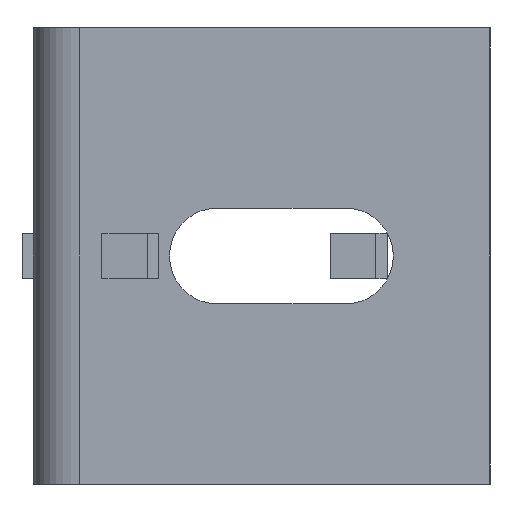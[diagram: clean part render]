
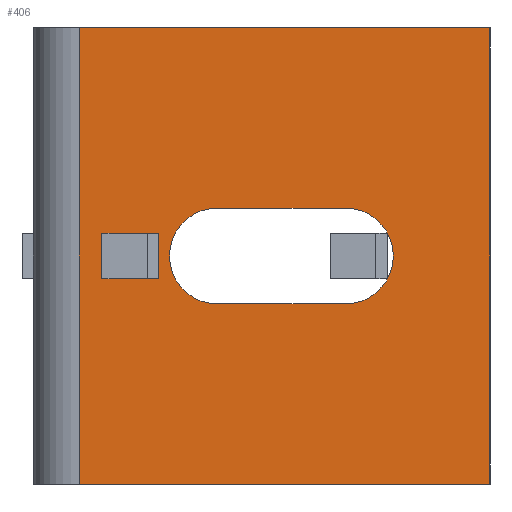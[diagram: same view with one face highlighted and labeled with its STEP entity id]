
A CAD part, front view. The second image highlights one B-rep face of the part: STEP entity #406.
In plain terms, the highlighted planar face has unit normal (0, -1, 0).
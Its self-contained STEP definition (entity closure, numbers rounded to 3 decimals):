
#22 = EDGE_CURVE ( 'NONE', #311, #123, #351, .T. ) ;
#24 = LINE ( 'NONE', #1136, #717 ) ;
#40 = EDGE_CURVE ( 'NONE', #859, #620, #839, .T. ) ;
#50 = EDGE_CURVE ( 'NONE', #859, #783, #1027, .T. ) ;
#64 = CARTESIAN_POINT ( 'NONE',  ( 20., 0., -10. ) ) ;
#72 = VERTEX_POINT ( 'NONE', #453 ) ;
#79 = DIRECTION ( 'NONE',  ( -1., 0., 0. ) ) ;
#103 = VERTEX_POINT ( 'NONE', #884 ) ;
#110 = LINE ( 'NONE', #1058, #1041 ) ;
#123 = VERTEX_POINT ( 'NONE', #424 ) ;
#124 = CARTESIAN_POINT ( 'NONE',  ( 20., 0., 10. ) ) ;
#146 = ORIENTED_EDGE ( 'NONE', *, *, #1044, .F. ) ;
#157 = DIRECTION ( 'NONE',  ( 0., 1., 0. ) ) ;
#178 = CIRCLE ( 'NONE', #226, 2.1 ) ;
#184 = CIRCLE ( 'NONE', #415, 2.1 ) ;
#192 = ORIENTED_EDGE ( 'NONE', *, *, #22, .T. ) ;
#197 = DIRECTION ( 'NONE',  ( 1., 0., 0. ) ) ;
#221 = FACE_OUTER_BOUND ( 'NONE', #678, .T. ) ;
#226 = AXIS2_PLACEMENT_3D ( 'NONE', #656, #667, #752 ) ;
#237 = VECTOR ( 'NONE', #79, 1000. ) ;
#248 = ORIENTED_EDGE ( 'NONE', *, *, #533, .F. ) ;
#253 = EDGE_LOOP ( 'NONE', ( #295, #192, #418, #639 ) ) ;
#295 = ORIENTED_EDGE ( 'NONE', *, *, #754, .T. ) ;
#311 = VERTEX_POINT ( 'NONE', #1004 ) ;
#321 = VERTEX_POINT ( 'NONE', #460 ) ;
#332 = VECTOR ( 'NONE', #714, 1000. ) ;
#344 = VERTEX_POINT ( 'NONE', #1016 ) ;
#345 = LINE ( 'NONE', #64, #607 ) ;
#348 = LINE ( 'NONE', #1003, #1139 ) ;
#351 = LINE ( 'NONE', #700, #690 ) ;
#361 = LINE ( 'NONE', #476, #722 ) ;
#375 = ORIENTED_EDGE ( 'NONE', *, *, #40, .F. ) ;
#380 = LINE ( 'NONE', #632, #788 ) ;
#386 = VERTEX_POINT ( 'NONE', #719 ) ;
#406 = ADVANCED_FACE ( 'NONE', ( #807, #221, #471 ), #949, .T. ) ;
#407 = ORIENTED_EDGE ( 'NONE', *, *, #1025, .T. ) ;
#415 = AXIS2_PLACEMENT_3D ( 'NONE', #849, #157, #1033 ) ;
#416 = CARTESIAN_POINT ( 'NONE',  ( 5.5, 0., 1. ) ) ;
#418 = ORIENTED_EDGE ( 'NONE', *, *, #1088, .T. ) ;
#424 = CARTESIAN_POINT ( 'NONE',  ( 13.665, 0., 2.1 ) ) ;
#442 = EDGE_CURVE ( 'NONE', #103, #732, #345, .T. ) ;
#453 = CARTESIAN_POINT ( 'NONE',  ( 8.062, 0., -2.1 ) ) ;
#460 = CARTESIAN_POINT ( 'NONE',  ( 13.665, 0., -2.1 ) ) ;
#471 = FACE_BOUND ( 'NONE', #508, .T. ) ;
#476 = CARTESIAN_POINT ( 'NONE',  ( 2., 0., 10. ) ) ;
#508 = EDGE_LOOP ( 'NONE', ( #375, #739, #407, #248 ) ) ;
#512 = EDGE_CURVE ( 'NONE', #344, #103, #24, .T. ) ;
#533 = EDGE_CURVE ( 'NONE', #620, #386, #655, .T. ) ;
#551 = CARTESIAN_POINT ( 'NONE',  ( 3.5, 0., -1. ) ) ;
#569 = CARTESIAN_POINT ( 'NONE',  ( 5.5, 0., -1. ) ) ;
#607 = VECTOR ( 'NONE', #761, 1000. ) ;
#614 = VERTEX_POINT ( 'NONE', #779 ) ;
#620 = VERTEX_POINT ( 'NONE', #775 ) ;
#623 = EDGE_CURVE ( 'NONE', #321, #72, #110, .T. ) ;
#632 = CARTESIAN_POINT ( 'NONE',  ( 2., 0., -10. ) ) ;
#639 = ORIENTED_EDGE ( 'NONE', *, *, #623, .T. ) ;
#655 = LINE ( 'NONE', #416, #237 ) ;
#656 = CARTESIAN_POINT ( 'NONE',  ( 8.062, 0., 0. ) ) ;
#667 = DIRECTION ( 'NONE',  ( 0., 1., 0. ) ) ;
#678 = EDGE_LOOP ( 'NONE', ( #706, #968, #146, #954 ) ) ;
#690 = VECTOR ( 'NONE', #197, 1000. ) ;
#700 = CARTESIAN_POINT ( 'NONE',  ( 8.062, 0., 2.1 ) ) ;
#706 = ORIENTED_EDGE ( 'NONE', *, *, #442, .T. ) ;
#714 = DIRECTION ( 'NONE',  ( -1., 0., 0. ) ) ;
#717 = VECTOR ( 'NONE', #1124, 1000. ) ;
#719 = CARTESIAN_POINT ( 'NONE',  ( 3.5, 0., 1. ) ) ;
#722 = VECTOR ( 'NONE', #855, 1000. ) ;
#732 = VERTEX_POINT ( 'NONE', #124 ) ;
#739 = ORIENTED_EDGE ( 'NONE', *, *, #50, .T. ) ;
#752 = DIRECTION ( 'NONE',  ( 0., 0., 1. ) ) ;
#754 = EDGE_CURVE ( 'NONE', #72, #311, #178, .T. ) ;
#761 = DIRECTION ( 'NONE',  ( 0., 0., 1. ) ) ;
#775 = CARTESIAN_POINT ( 'NONE',  ( 5.5, 0., 1. ) ) ;
#779 = CARTESIAN_POINT ( 'NONE',  ( 2., 0., 10. ) ) ;
#780 = EDGE_CURVE ( 'NONE', #614, #732, #361, .T. ) ;
#783 = VERTEX_POINT ( 'NONE', #551 ) ;
#788 = VECTOR ( 'NONE', #830, 1000. ) ;
#799 = DIRECTION ( 'NONE',  ( 0., 0., 1. ) ) ;
#806 = CARTESIAN_POINT ( 'NONE',  ( 5.5, 0., -1. ) ) ;
#807 = FACE_BOUND ( 'NONE', #253, .T. ) ;
#830 = DIRECTION ( 'NONE',  ( 0., 0., 1. ) ) ;
#839 = LINE ( 'NONE', #806, #908 ) ;
#845 = DIRECTION ( 'NONE',  ( 0., -1., 0. ) ) ;
#849 = CARTESIAN_POINT ( 'NONE',  ( 13.665, 0., 0. ) ) ;
#855 = DIRECTION ( 'NONE',  ( 1., 0., 0. ) ) ;
#857 = DIRECTION ( 'NONE',  ( 1., 0., 0. ) ) ;
#859 = VERTEX_POINT ( 'NONE', #569 ) ;
#860 = CARTESIAN_POINT ( 'NONE',  ( 2., 0., -10. ) ) ;
#869 = DIRECTION ( 'NONE',  ( -1., 0., 0. ) ) ;
#884 = CARTESIAN_POINT ( 'NONE',  ( 20., 0., -10. ) ) ;
#908 = VECTOR ( 'NONE', #799, 1000. ) ;
#925 = AXIS2_PLACEMENT_3D ( 'NONE', #860, #845, #857 ) ;
#949 = PLANE ( 'NONE',  #925 ) ;
#954 = ORIENTED_EDGE ( 'NONE', *, *, #512, .T. ) ;
#968 = ORIENTED_EDGE ( 'NONE', *, *, #780, .F. ) ;
#1003 = CARTESIAN_POINT ( 'NONE',  ( 3.5, 0., -1. ) ) ;
#1004 = CARTESIAN_POINT ( 'NONE',  ( 8.062, 0., 2.1 ) ) ;
#1016 = CARTESIAN_POINT ( 'NONE',  ( 2., 0., -10. ) ) ;
#1021 = DIRECTION ( 'NONE',  ( 0., 0., 1. ) ) ;
#1025 = EDGE_CURVE ( 'NONE', #783, #386, #348, .T. ) ;
#1027 = LINE ( 'NONE', #1089, #332 ) ;
#1033 = DIRECTION ( 'NONE',  ( 0., 0., 1. ) ) ;
#1041 = VECTOR ( 'NONE', #869, 1000. ) ;
#1044 = EDGE_CURVE ( 'NONE', #344, #614, #380, .T. ) ;
#1058 = CARTESIAN_POINT ( 'NONE',  ( 8.062, 0., -2.1 ) ) ;
#1088 = EDGE_CURVE ( 'NONE', #123, #321, #184, .T. ) ;
#1089 = CARTESIAN_POINT ( 'NONE',  ( 5.5, 0., -1. ) ) ;
#1124 = DIRECTION ( 'NONE',  ( 1., 0., 0. ) ) ;
#1136 = CARTESIAN_POINT ( 'NONE',  ( 2., 0., -10. ) ) ;
#1139 = VECTOR ( 'NONE', #1021, 1000. ) ;
